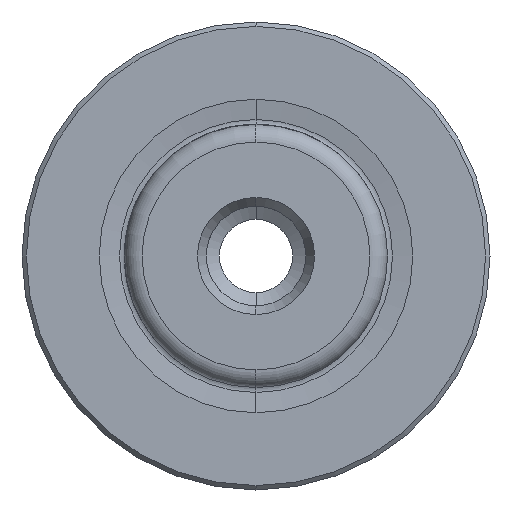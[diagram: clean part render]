
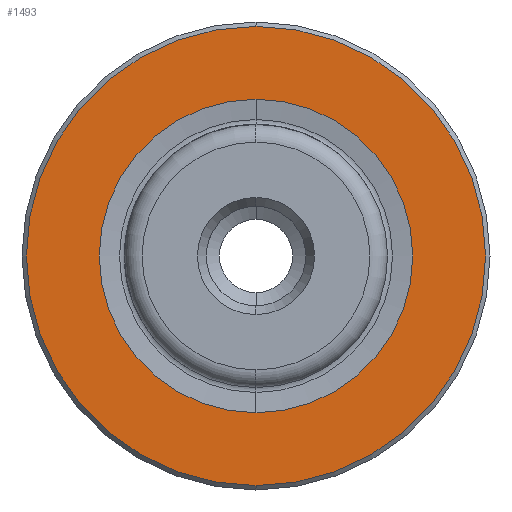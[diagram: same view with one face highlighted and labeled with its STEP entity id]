
A CAD part, left-side view. The second image highlights one B-rep face of the part: STEP entity #1493.
In plain terms, the highlighted planar face has unit normal (-1, 0, 0).
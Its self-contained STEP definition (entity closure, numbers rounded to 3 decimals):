
#30 = CARTESIAN_POINT ( 'NONE',  ( 0., 0., 0. ) ) ;
#34 = DIRECTION ( 'NONE',  ( 0., 0., 1. ) ) ;
#74 = DIRECTION ( 'NONE',  ( -1., 0., 0. ) ) ;
#306 = VERTEX_POINT ( 'NONE', #917 ) ;
#617 = AXIS2_PLACEMENT_3D ( 'NONE', #1389, #1383, #1378 ) ;
#623 = CIRCLE ( 'NONE', #1697, 15.7 ) ;
#699 = AXIS2_PLACEMENT_3D ( 'NONE', #30, #74, #34 ) ;
#823 = CARTESIAN_POINT ( 'NONE',  ( 0., 0., -15.7 ) ) ;
#893 = AXIS2_PLACEMENT_3D ( 'NONE', #1023, #989, #906 ) ;
#906 = DIRECTION ( 'NONE',  ( 0., 0., 1. ) ) ;
#917 = CARTESIAN_POINT ( 'NONE',  ( 0., 0., 10.715 ) ) ;
#977 = CIRCLE ( 'NONE', #617, 10.715 ) ;
#989 = DIRECTION ( 'NONE',  ( -1., 0., 0. ) ) ;
#1010 = DIRECTION ( 'NONE',  ( 0., 0., 1. ) ) ;
#1017 = VERTEX_POINT ( 'NONE', #1169 ) ;
#1023 = CARTESIAN_POINT ( 'NONE',  ( 0., 0., 0. ) ) ;
#1040 = DIRECTION ( 'NONE',  ( -1., 0., 0. ) ) ;
#1044 = CARTESIAN_POINT ( 'NONE',  ( 0., 0., 0. ) ) ;
#1169 = CARTESIAN_POINT ( 'NONE',  ( 0., 0., 15.7 ) ) ;
#1259 = EDGE_LOOP ( 'NONE', ( #1827, #1826 ) ) ;
#1264 = AXIS2_PLACEMENT_3D ( 'NONE', #2833, #2754, #2874 ) ;
#1378 = DIRECTION ( 'NONE',  ( 0., 0., 1. ) ) ;
#1383 = DIRECTION ( 'NONE',  ( -1., 0., 0. ) ) ;
#1389 = CARTESIAN_POINT ( 'NONE',  ( 0., 0., 0. ) ) ;
#1493 = ADVANCED_FACE ( 'NONE', ( #1525, #2332 ), #2861, .F. ) ;
#1525 = FACE_BOUND ( 'NONE', #1259, .T. ) ;
#1531 = CARTESIAN_POINT ( 'NONE',  ( 0., 0., -10.715 ) ) ;
#1652 = CIRCLE ( 'NONE', #699, 10.715 ) ;
#1697 = AXIS2_PLACEMENT_3D ( 'NONE', #1044, #1040, #1010 ) ;
#1759 = VERTEX_POINT ( 'NONE', #823 ) ;
#1802 = ORIENTED_EDGE ( 'NONE', *, *, #2895, .T. ) ;
#1808 = ORIENTED_EDGE ( 'NONE', *, *, #2512, .T. ) ;
#1826 = ORIENTED_EDGE ( 'NONE', *, *, #2084, .F. ) ;
#1827 = ORIENTED_EDGE ( 'NONE', *, *, #2548, .F. ) ;
#1990 = CIRCLE ( 'NONE', #893, 15.7 ) ;
#2084 = EDGE_CURVE ( 'NONE', #2778, #306, #977, .T. ) ;
#2332 = FACE_OUTER_BOUND ( 'NONE', #2522, .T. ) ;
#2512 = EDGE_CURVE ( 'NONE', #1759, #1017, #1990, .T. ) ;
#2522 = EDGE_LOOP ( 'NONE', ( #1808, #1802 ) ) ;
#2548 = EDGE_CURVE ( 'NONE', #306, #2778, #1652, .T. ) ;
#2754 = DIRECTION ( 'NONE',  ( 1., 0., 0. ) ) ;
#2778 = VERTEX_POINT ( 'NONE', #1531 ) ;
#2833 = CARTESIAN_POINT ( 'NONE',  ( 0., 10.715, 0. ) ) ;
#2861 = PLANE ( 'NONE',  #1264 ) ;
#2874 = DIRECTION ( 'NONE',  ( 0., 0., -1. ) ) ;
#2895 = EDGE_CURVE ( 'NONE', #1017, #1759, #623, .T. ) ;
